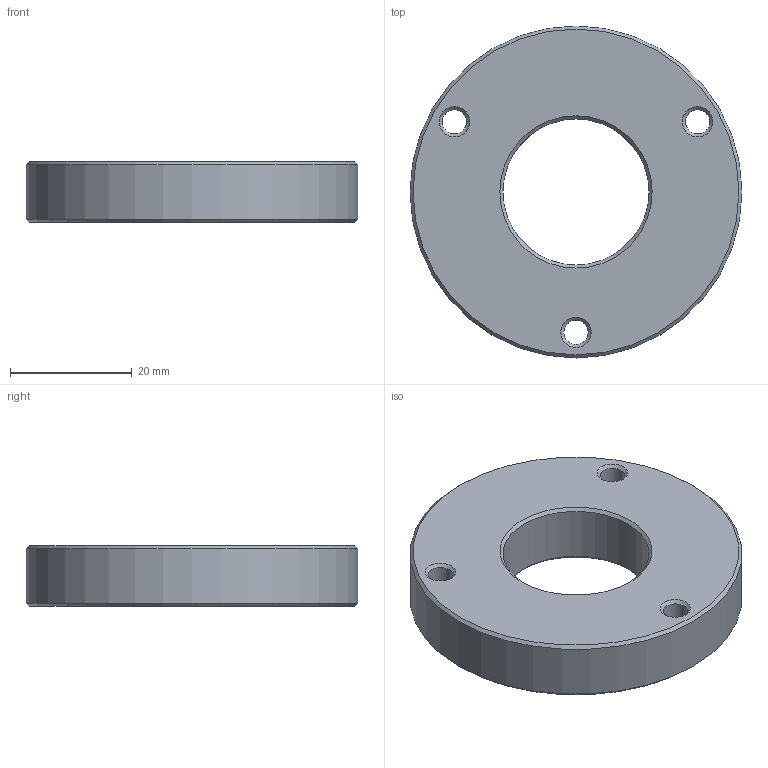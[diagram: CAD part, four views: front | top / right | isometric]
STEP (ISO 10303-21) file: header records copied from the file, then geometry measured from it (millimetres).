
FILE_DESCRIPTION(/* description */ (''),/* implementation_level */ '2;1');
FILE_NAME(/* name */ 'binocular_spacer v1.step',/* time_stamp */ '2025-06-10T20:38:22+02:00',/* author */ (''),/* organization */ (''),/* preprocessor_version */ 'ST-DEVELOPER v20.1',/* originating_system */ 'Autodesk Translation Framework v14.10.0.0',/* authorisation */ '');
FILE_SCHEMA (('AUTOMOTIVE_DESIGN { 1 0 10303 214 3 1 1 }'));
Length unit declared in the file: millimetre
Products named in the file (1): binocular_spacer
Bounding box: 54.5 x 54.5 x 10 mm (x, y, z)
Volume: 18355.5 mm3; surface area: 6364 mm2
Topology: 1 solids, 1 shells, 17 faces, 35 edges, 20 vertices
Faces by surface type: cone 10, cylinder 5, plane 2
Full cylindrical faces by diameter (mm): 4 x3, 24 x1, 54.5 x1
Entity records: 498 total; most frequent: DIRECTION 91, CARTESIAN_POINT 73, ORIENTED_EDGE 70, AXIS2_PLACEMENT_3D 38, EDGE_CURVE 35, EDGE_LOOP 25, CIRCLE 20, VERTEX_POINT 20
